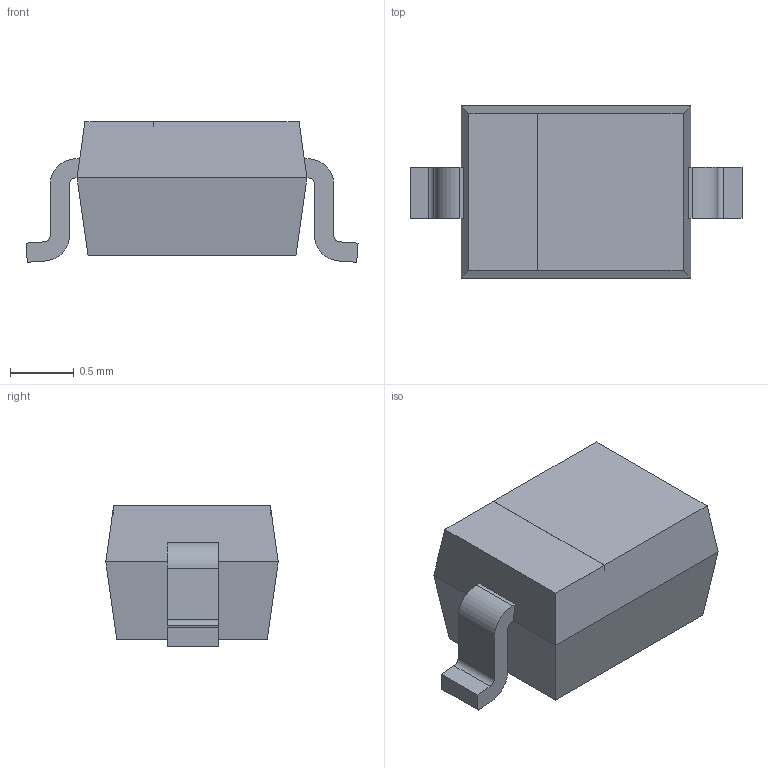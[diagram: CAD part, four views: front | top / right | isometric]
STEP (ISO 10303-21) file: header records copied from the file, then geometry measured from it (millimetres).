
FILE_DESCRIPTION( ( '' ), ' ' );
FILE_NAME( '5b7f0b1c684c4c0c8f7edd81.step', '2018-08-23T19:29:32', ( '' ), ( '' ), ' ', ' ', ' ' );
FILE_SCHEMA( ( 'AUTOMOTIVE_DESIGN { 1 0 10303 214 1 1 1 1 }' ) );
Length unit declared in the file: metre
Products named in the file (4): Open CASCADE STEP translator 6.8 3; Open CASCADE STEP translator 6.8 2; Open CASCADE STEP translator 6.8 1
Bounding box: 2.6 x 1.35 x 1.1 mm (x, y, z)
Volume: 2.4 mm3; surface area: 15.4 mm2
Topology: 4 solids, 4 shells, 50 faces, 120 edges, 78 vertices
Faces by surface type: plane 42, cylinder 8
Entity records: 2478 total; most frequent: CARTESIAN_POINT 252, DIRECTION 244, ORIENTED_EDGE 240, STYLED_ITEM 170, PRESENTATION_STYLE_ASSIGNMENT 170, COLOUR_RGB 170, EDGE_CURVE 120, CURVE_STYLE 120
